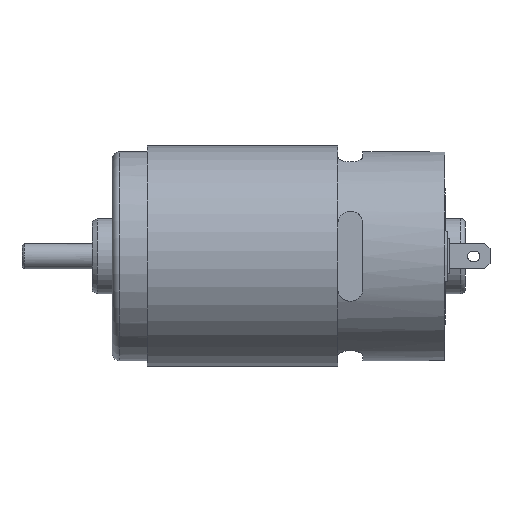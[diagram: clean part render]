
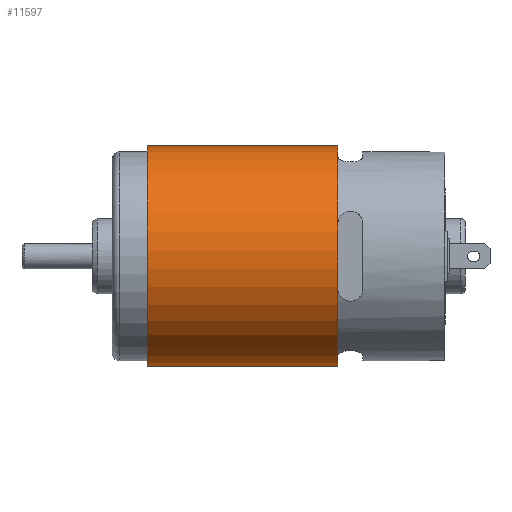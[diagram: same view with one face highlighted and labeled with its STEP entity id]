
A CAD part, left-side view. The second image highlights one B-rep face of the part: STEP entity #11597.
In plain terms, the highlighted cylindrical face has radius 22 mm (diameter 44 mm), a partial arc.
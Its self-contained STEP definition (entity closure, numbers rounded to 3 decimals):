
#290 = EDGE_LOOP ( 'NONE', ( #13623, #16245, #8183, #12324 ) ) ;
#435 = CIRCLE ( 'NONE', #3237, 22. ) ;
#1117 = AXIS2_PLACEMENT_3D ( 'NONE', #13906, #2026, #20692 ) ;
#1248 = CARTESIAN_POINT ( 'NONE',  ( 0., -48., 0. ) ) ;
#1324 = VERTEX_POINT ( 'NONE', #5032 ) ;
#1441 = EDGE_CURVE ( 'NONE', #1324, #2028, #4285, .T. ) ;
#1916 = EDGE_CURVE ( 'NONE', #9542, #11579, #16203, .T. ) ;
#2026 = DIRECTION ( 'NONE',  ( 0., 1., 0. ) ) ;
#2028 = VERTEX_POINT ( 'NONE', #16506 ) ;
#2527 = DIRECTION ( 'NONE',  ( 0., 1., 0. ) ) ;
#3237 = AXIS2_PLACEMENT_3D ( 'NONE', #1248, #12692, #9495 ) ;
#3708 = CIRCLE ( 'NONE', #6509, 22. ) ;
#4285 = LINE ( 'NONE', #14065, #8653 ) ;
#5032 = CARTESIAN_POINT ( 'NONE',  ( 0., -48., 22. ) ) ;
#6509 = AXIS2_PLACEMENT_3D ( 'NONE', #14740, #9697, #20111 ) ;
#8183 = ORIENTED_EDGE ( 'NONE', *, *, #16428, .F. ) ;
#8184 = FACE_OUTER_BOUND ( 'NONE', #290, .T. ) ;
#8653 = VECTOR ( 'NONE', #2527, 1000. ) ;
#9495 = DIRECTION ( 'NONE',  ( 0., 0., 1. ) ) ;
#9533 = VECTOR ( 'NONE', #14236, 1000. ) ;
#9542 = VERTEX_POINT ( 'NONE', #19602 ) ;
#9697 = DIRECTION ( 'NONE',  ( 0., 1., 0. ) ) ;
#10158 = CARTESIAN_POINT ( 'NONE',  ( -2.25, -10., -21.885 ) ) ;
#10941 = CARTESIAN_POINT ( 'NONE',  ( -2.25, -48., -21.885 ) ) ;
#11579 = VERTEX_POINT ( 'NONE', #10158 ) ;
#11597 = ADVANCED_FACE ( 'NONE', ( #8184 ), #14882, .T. ) ;
#12324 = ORIENTED_EDGE ( 'NONE', *, *, #1916, .F. ) ;
#12692 = DIRECTION ( 'NONE',  ( 0., 1., 0. ) ) ;
#13623 = ORIENTED_EDGE ( 'NONE', *, *, #13817, .T. ) ;
#13817 = EDGE_CURVE ( 'NONE', #9542, #1324, #435, .T. ) ;
#13906 = CARTESIAN_POINT ( 'NONE',  ( 0., -48., 0. ) ) ;
#14065 = CARTESIAN_POINT ( 'NONE',  ( 0., -48., 22. ) ) ;
#14236 = DIRECTION ( 'NONE',  ( 0., 1., 0. ) ) ;
#14740 = CARTESIAN_POINT ( 'NONE',  ( 0., -10., 0. ) ) ;
#14882 = CYLINDRICAL_SURFACE ( 'NONE', #1117, 22. ) ;
#16203 = LINE ( 'NONE', #10941, #9533 ) ;
#16245 = ORIENTED_EDGE ( 'NONE', *, *, #1441, .T. ) ;
#16428 = EDGE_CURVE ( 'NONE', #11579, #2028, #3708, .T. ) ;
#16506 = CARTESIAN_POINT ( 'NONE',  ( 0., -10., 22. ) ) ;
#19602 = CARTESIAN_POINT ( 'NONE',  ( -2.25, -48., -21.885 ) ) ;
#20111 = DIRECTION ( 'NONE',  ( 0., 0., 1. ) ) ;
#20692 = DIRECTION ( 'NONE',  ( 0., 0., 1. ) ) ;
